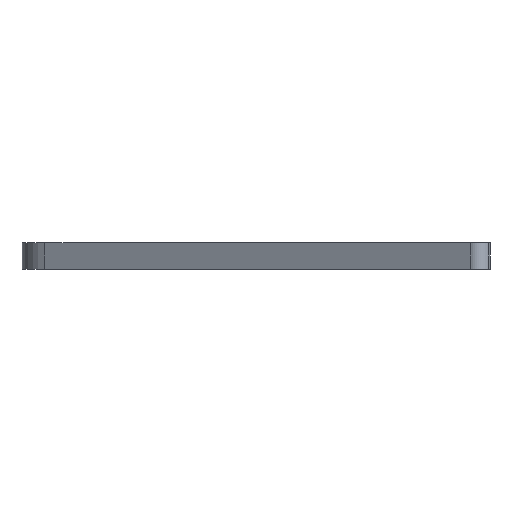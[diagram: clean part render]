
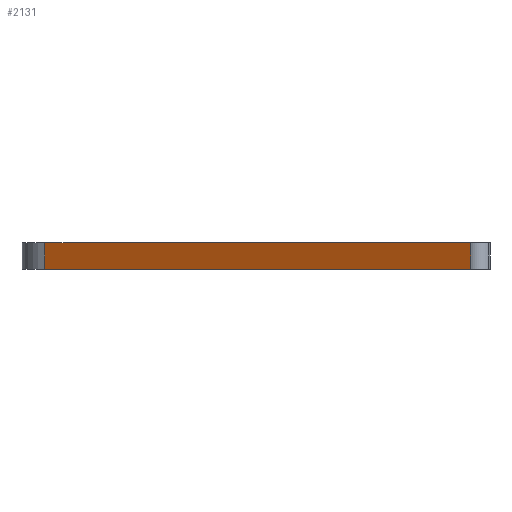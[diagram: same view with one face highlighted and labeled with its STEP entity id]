
A CAD part, left-side view. The second image highlights one B-rep face of the part: STEP entity #2131.
In plain terms, the highlighted planar face has unit normal (-0.854, 0.52, 0).
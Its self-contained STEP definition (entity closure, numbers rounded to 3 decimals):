
#300=CARTESIAN_POINT('',(504.446,247.371,196.));
#301=VERTEX_POINT('',#300);
#386=CARTESIAN_POINT('',(412.367,95.958,196.));
#387=VERTEX_POINT('',#386);
#395=CARTESIAN_POINT('',(412.367,95.958,196.));
#396=DIRECTION('',(0.52,0.854,0.));
#397=VECTOR('',#396,177.213);
#398=LINE('',#395,#397);
#399=EDGE_CURVE('',#387,#301,#398,.T.);
#1790=CARTESIAN_POINT('',(504.446,247.371,205.5));
#1791=VERTEX_POINT('',#1790);
#1808=CARTESIAN_POINT('',(504.446,247.371,196.));
#1809=DIRECTION('',(-0.,-0.,1.));
#1810=VECTOR('',#1809,9.5);
#1811=LINE('',#1808,#1810);
#1812=EDGE_CURVE('',#301,#1791,#1811,.T.);
#1855=CARTESIAN_POINT('',(412.367,95.958,205.5));
#1856=VERTEX_POINT('',#1855);
#1857=CARTESIAN_POINT('',(412.367,95.958,205.5));
#1858=DIRECTION('',(0.52,0.854,0.));
#1859=VECTOR('',#1858,177.213);
#1860=LINE('',#1857,#1859);
#1861=EDGE_CURVE('',#1856,#1791,#1860,.T.);
#2115=CARTESIAN_POINT('',(412.367,95.958,205.5));
#2116=DIRECTION('',(-0.854,0.52,-0.));
#2117=DIRECTION('',(0.52,0.854,0.));
#2118=AXIS2_PLACEMENT_3D('',#2115,#2116,#2117);
#2119=PLANE('',#2118);
#2120=ORIENTED_EDGE('',*,*,#1812,.F.);
#2121=ORIENTED_EDGE('',*,*,#399,.F.);
#2122=CARTESIAN_POINT('',(412.367,95.958,205.5));
#2123=DIRECTION('',(0.,0.,-1.));
#2124=VECTOR('',#2123,9.5);
#2125=LINE('',#2122,#2124);
#2126=EDGE_CURVE('',#1856,#387,#2125,.T.);
#2127=ORIENTED_EDGE('',*,*,#2126,.F.);
#2128=ORIENTED_EDGE('',*,*,#1861,.T.);
#2129=EDGE_LOOP('',(#2120,#2121,#2127,#2128));
#2130=FACE_BOUND('',#2129,.T.);
#2131=ADVANCED_FACE('',(#2130),#2119,.T.);
